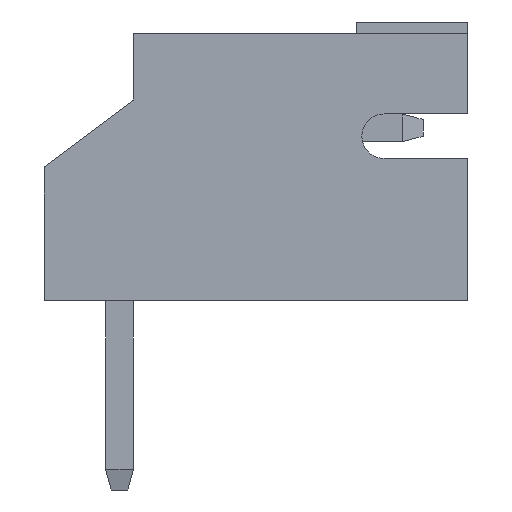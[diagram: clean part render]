
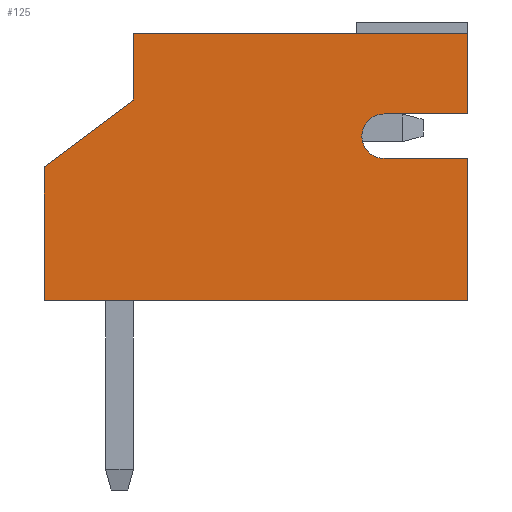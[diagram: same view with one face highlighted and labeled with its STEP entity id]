
A CAD part, left-side view. The second image highlights one B-rep face of the part: STEP entity #125.
In plain terms, the highlighted planar face has unit normal (-1, 0, 0).
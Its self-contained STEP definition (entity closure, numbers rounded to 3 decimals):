
#125=ADVANCED_FACE('',(#1882),#1884,.T.);
#1882=FACE_BOUND('',#1883,.T.);
#1883=EDGE_LOOP('',(#3302,#3303,#3304,#3305,#3306,#3307,#3308,#3309,#3310,#3311));
#1884=PLANE('',#1885);
#1885=AXIS2_PLACEMENT_3D('',#1886,#1887,#1888);
#1886=CARTESIAN_POINT('',(-1.95,0.,0.));
#1887=DIRECTION('',(-1.,0.,0.));
#1888=DIRECTION('',(0.,0.,1.));
#3302=ORIENTED_EDGE('',*,*,#4307,.T.);
#3303=ORIENTED_EDGE('',*,*,#4255,.T.);
#3304=ORIENTED_EDGE('',*,*,#4301,.T.);
#3305=ORIENTED_EDGE('',*,*,#4308,.T.);
#3306=ORIENTED_EDGE('',*,*,#4309,.T.);
#3307=ORIENTED_EDGE('',*,*,#4310,.T.);
#3308=ORIENTED_EDGE('',*,*,#4311,.T.);
#3309=ORIENTED_EDGE('',*,*,#4312,.T.);
#3310=ORIENTED_EDGE('',*,*,#4313,.T.);
#3311=ORIENTED_EDGE('',*,*,#4314,.T.);
#4255=EDGE_CURVE('',#4772,#4770,#4773,.T.);
#4301=EDGE_CURVE('',#4770,#4858,#4860,.T.);
#4307=EDGE_CURVE('',#4868,#4772,#4869,.F.);
#4308=EDGE_CURVE('',#4858,#4870,#4871,.T.);
#4309=EDGE_CURVE('',#4870,#4872,#4873,.T.);
#4310=EDGE_CURVE('',#4872,#4874,#4875,.T.);
#4311=EDGE_CURVE('',#4874,#4876,#4877,.T.);
#4312=EDGE_CURVE('',#4876,#4878,#4879,.T.);
#4313=EDGE_CURVE('',#4878,#4880,#4881,.F.);
#4314=EDGE_CURVE('',#4880,#4868,#4882,.F.);
#4770=VERTEX_POINT('',#5613);
#4772=VERTEX_POINT('',#5617);
#4773=LINE('',#5618,#5619);
#4858=VERTEX_POINT('',#5793);
#4860=LINE('',#5797,#5798);
#4868=VERTEX_POINT('',#5817);
#4869=LINE('',#5818,#5819);
#4870=VERTEX_POINT('',#5821);
#4871=LINE('',#5822,#5823);
#4872=VERTEX_POINT('',#5825);
#4873=LINE('',#5826,#5827);
#4874=VERTEX_POINT('',#5829);
#4875=LINE('',#5830,#5831);
#4876=VERTEX_POINT('',#5833);
#4877=LINE('',#5834,#5835);
#4878=VERTEX_POINT('',#5837);
#4879=LINE('',#5838,#5839);
#4880=VERTEX_POINT('',#5841);
#4881=LINE('',#5842,#5843);
#4882=CIRCLE('',#5845,0.4);
#5613=CARTESIAN_POINT('',(-1.95,-6.25,4.8));
#5617=CARTESIAN_POINT('',(-1.95,-6.25,3.35));
#5618=CARTESIAN_POINT('',(-1.95,-6.25,3.35));
#5619=VECTOR('',#5620,1.);
#5620=DIRECTION('',(0.,0.,1.));
#5793=CARTESIAN_POINT('',(-1.95,-0.25,4.8));
#5797=CARTESIAN_POINT('',(-1.95,-6.25,4.8));
#5798=VECTOR('',#5799,1.);
#5799=DIRECTION('',(0.,1.,0.));
#5817=CARTESIAN_POINT('',(-1.95,-4.75,3.35));
#5818=CARTESIAN_POINT('',(-1.95,-6.25,3.35));
#5819=VECTOR('',#5820,1.);
#5820=DIRECTION('',(0.,1.,0.));
#5821=CARTESIAN_POINT('',(-1.95,-0.25,3.6));
#5822=CARTESIAN_POINT('',(-1.95,-0.25,4.8));
#5823=VECTOR('',#5824,1.);
#5824=DIRECTION('',(0.,0.,-1.));
#5825=CARTESIAN_POINT('',(-1.95,1.35,2.4));
#5826=CARTESIAN_POINT('',(-1.95,-0.25,3.6));
#5827=VECTOR('',#5828,1.);
#5828=DIRECTION('',(0.,0.8,-0.6));
#5829=CARTESIAN_POINT('',(-1.95,1.35,0.));
#5830=CARTESIAN_POINT('',(-1.95,1.35,2.4));
#5831=VECTOR('',#5832,1.);
#5832=DIRECTION('',(0.,0.,-1.));
#5833=CARTESIAN_POINT('',(-1.95,-6.25,0.));
#5834=CARTESIAN_POINT('',(-1.95,1.35,0.));
#5835=VECTOR('',#5836,1.);
#5836=DIRECTION('',(0.,-1.,0.));
#5837=CARTESIAN_POINT('',(-1.95,-6.25,2.55));
#5838=CARTESIAN_POINT('',(-1.95,-6.25,0.));
#5839=VECTOR('',#5840,1.);
#5840=DIRECTION('',(0.,0.,1.));
#5841=CARTESIAN_POINT('',(-1.95,-4.75,2.55));
#5842=CARTESIAN_POINT('',(-1.95,-4.75,2.55));
#5843=VECTOR('',#5844,1.);
#5844=DIRECTION('',(0.,-1.,0.));
#5845=AXIS2_PLACEMENT_3D('',#5846,#5847,#5848);
#5846=CARTESIAN_POINT('',(-1.95,-4.75,2.95));
#5847=DIRECTION('',(-1.,0.,0.));
#5848=DIRECTION('',(0.,0.,1.));
